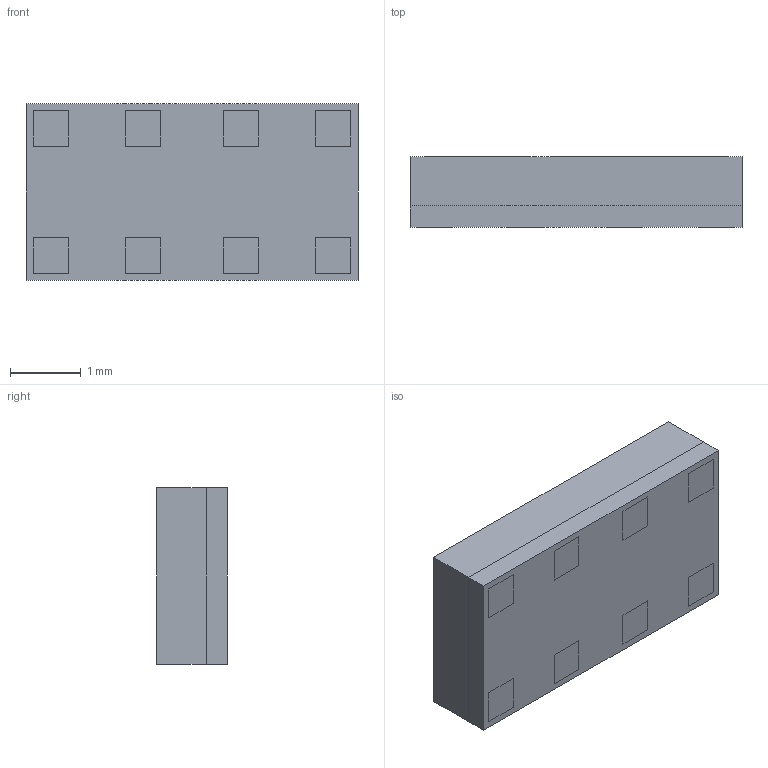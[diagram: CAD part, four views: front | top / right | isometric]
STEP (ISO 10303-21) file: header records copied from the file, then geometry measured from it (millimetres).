
FILE_DESCRIPTION(('CAx-IF Rec.Pracs.---Model Styling and Organization---1.5---2016-08-15','CAx-IF Rec.Pracs.---Geometric and Assembly Validation Properties---4.4---2016-08-17','CAx-IF Rec.Pracs.---User Defined Attributes---1.5---2016-08-15','CAx-IF Rec.Pracs.---External References---2.1---2005-01-19'),'2;1');
FILE_NAME('16438526.step','2025-08-11T20:02:21',('Unspecified'),('Unspecified'),'CAD Exchanger 3.10.2 (cadexchanger.com)','Unspecified','');
FILE_SCHEMA(('AUTOMOTIVE_DESIGN { 1 0 10303 214 1 1 1 1 }'));
Length unit declared in the file: millimetre
Products named in the file (1): SFH 7050A
Bounding box: 4.7 x 1 x 2.5 mm (x, y, z)
Volume: 11.7 mm3; surface area: 95.2 mm2
Topology: 12 solids, 12 shells, 122 faces, 264 edges, 176 vertices
Faces by surface type: plane 122
Entity records: 4263 total; most frequent: CARTESIAN_POINT 563, ORIENTED_EDGE 528, DIRECTION 510, EDGE_CURVE 264, LINE 264, VECTOR 264, VERTEX_POINT 176, PRESENTATION_STYLE_ASSIGNMENT 134
